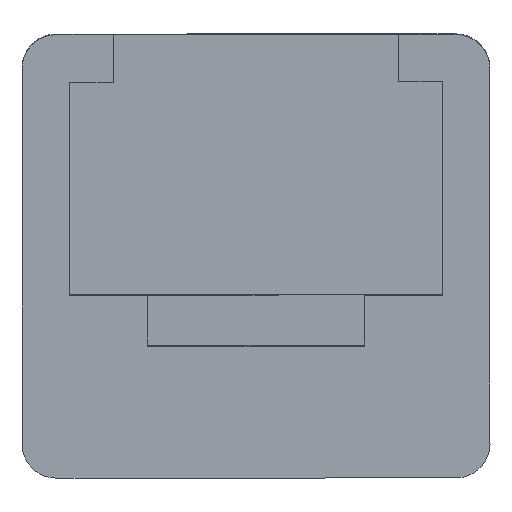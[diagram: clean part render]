
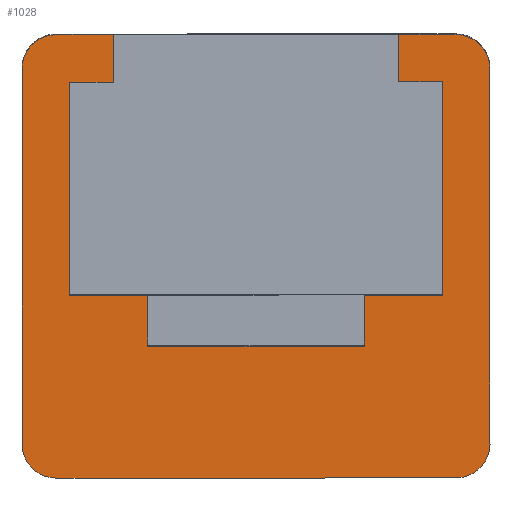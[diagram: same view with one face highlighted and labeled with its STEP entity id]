
A CAD part, front view. The second image highlights one B-rep face of the part: STEP entity #1028.
In plain terms, the highlighted planar face has unit normal (0, -1, -0.003).
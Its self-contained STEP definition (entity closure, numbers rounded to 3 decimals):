
#30=PLANE('',#1122);
#83=FACE_OUTER_BOUND('',#138,.T.);
#138=EDGE_LOOP('',(#806,#807,#808,#809,#810,#811,#812,#813,#814,#815,#816,
#817,#818,#819,#820,#821,#822,#823,#824,#825,#826,#827));
#195=LINE('',#1553,#316);
#210=LINE('',#1609,#331);
#211=LINE('',#1612,#332);
#215=LINE('',#1620,#336);
#216=LINE('',#1621,#337);
#217=LINE('',#1624,#338);
#218=LINE('',#1626,#339);
#219=LINE('',#1628,#340);
#220=LINE('',#1630,#341);
#221=LINE('',#1632,#342);
#222=LINE('',#1634,#343);
#223=LINE('',#1636,#344);
#224=LINE('',#1638,#345);
#225=LINE('',#1640,#346);
#226=LINE('',#1642,#347);
#227=LINE('',#1644,#348);
#228=LINE('',#1645,#349);
#229=LINE('',#1646,#350);
#316=VECTOR('',#1229,10.);
#331=VECTOR('',#1292,10.);
#332=VECTOR('',#1295,10.);
#336=VECTOR('',#1299,10.);
#337=VECTOR('',#1300,10.);
#338=VECTOR('',#1303,10.);
#339=VECTOR('',#1304,10.);
#340=VECTOR('',#1305,10.);
#341=VECTOR('',#1306,10.);
#342=VECTOR('',#1307,10.);
#343=VECTOR('',#1308,10.);
#344=VECTOR('',#1309,10.);
#345=VECTOR('',#1310,10.);
#346=VECTOR('',#1311,10.);
#347=VECTOR('',#1312,10.);
#348=VECTOR('',#1313,10.);
#349=VECTOR('',#1314,10.);
#350=VECTOR('',#1315,10.);
#432=CIRCLE('',#1112,1.);
#433=CIRCLE('',#1114,1.);
#434=CIRCLE('',#1117,1.);
#435=CIRCLE('',#1119,1.);
#470=VERTEX_POINT('',#1550);
#471=VERTEX_POINT('',#1552);
#483=VERTEX_POINT('',#1586);
#484=VERTEX_POINT('',#1590);
#485=VERTEX_POINT('',#1591);
#486=VERTEX_POINT('',#1599);
#487=VERTEX_POINT('',#1600);
#488=VERTEX_POINT('',#1605);
#489=VERTEX_POINT('',#1611);
#492=VERTEX_POINT('',#1617);
#493=VERTEX_POINT('',#1619);
#494=VERTEX_POINT('',#1623);
#495=VERTEX_POINT('',#1625);
#496=VERTEX_POINT('',#1627);
#497=VERTEX_POINT('',#1629);
#498=VERTEX_POINT('',#1631);
#499=VERTEX_POINT('',#1633);
#500=VERTEX_POINT('',#1635);
#501=VERTEX_POINT('',#1637);
#502=VERTEX_POINT('',#1639);
#503=VERTEX_POINT('',#1641);
#504=VERTEX_POINT('',#1643);
#579=EDGE_CURVE('',#470,#471,#195,.T.);
#596=EDGE_CURVE('',#471,#483,#432,.T.);
#598=EDGE_CURVE('',#484,#485,#433,.T.);
#603=EDGE_CURVE('',#486,#487,#434,.T.);
#607=EDGE_CURVE('',#488,#470,#435,.T.);
#608=EDGE_CURVE('',#488,#487,#210,.T.);
#609=EDGE_CURVE('',#485,#489,#211,.T.);
#613=EDGE_CURVE('',#493,#492,#215,.T.);
#614=EDGE_CURVE('',#493,#486,#216,.T.);
#615=EDGE_CURVE('',#492,#494,#217,.T.);
#616=EDGE_CURVE('',#495,#494,#218,.T.);
#617=EDGE_CURVE('',#496,#495,#219,.T.);
#618=EDGE_CURVE('',#496,#497,#220,.T.);
#619=EDGE_CURVE('',#497,#498,#221,.T.);
#620=EDGE_CURVE('',#498,#499,#222,.T.);
#621=EDGE_CURVE('',#499,#500,#223,.T.);
#622=EDGE_CURVE('',#500,#501,#224,.T.);
#623=EDGE_CURVE('',#502,#501,#225,.T.);
#624=EDGE_CURVE('',#502,#503,#226,.T.);
#625=EDGE_CURVE('',#504,#503,#227,.T.);
#626=EDGE_CURVE('',#489,#504,#228,.T.);
#627=EDGE_CURVE('',#483,#484,#229,.T.);
#806=ORIENTED_EDGE('',*,*,#607,.F.);
#807=ORIENTED_EDGE('',*,*,#608,.T.);
#808=ORIENTED_EDGE('',*,*,#603,.F.);
#809=ORIENTED_EDGE('',*,*,#614,.F.);
#810=ORIENTED_EDGE('',*,*,#613,.T.);
#811=ORIENTED_EDGE('',*,*,#615,.T.);
#812=ORIENTED_EDGE('',*,*,#616,.F.);
#813=ORIENTED_EDGE('',*,*,#617,.F.);
#814=ORIENTED_EDGE('',*,*,#618,.T.);
#815=ORIENTED_EDGE('',*,*,#619,.T.);
#816=ORIENTED_EDGE('',*,*,#620,.T.);
#817=ORIENTED_EDGE('',*,*,#621,.T.);
#818=ORIENTED_EDGE('',*,*,#622,.T.);
#819=ORIENTED_EDGE('',*,*,#623,.F.);
#820=ORIENTED_EDGE('',*,*,#624,.T.);
#821=ORIENTED_EDGE('',*,*,#625,.F.);
#822=ORIENTED_EDGE('',*,*,#626,.F.);
#823=ORIENTED_EDGE('',*,*,#609,.F.);
#824=ORIENTED_EDGE('',*,*,#598,.F.);
#825=ORIENTED_EDGE('',*,*,#627,.F.);
#826=ORIENTED_EDGE('',*,*,#596,.F.);
#827=ORIENTED_EDGE('',*,*,#579,.F.);
#1028=ADVANCED_FACE('',(#83),#30,.T.);
#1112=AXIS2_PLACEMENT_3D('',#1587,#1266,#1267);
#1114=AXIS2_PLACEMENT_3D('',#1592,#1271,#1272);
#1117=AXIS2_PLACEMENT_3D('',#1601,#1281,#1282);
#1119=AXIS2_PLACEMENT_3D('',#1607,#1288,#1289);
#1122=AXIS2_PLACEMENT_3D('',#1622,#1301,#1302);
#1229=DIRECTION('',(-1.,0.,0.));
#1266=DIRECTION('center_axis',(0.,1.,
0.003));
#1267=DIRECTION('ref_axis',(-0.707,0.002,-0.707));
#1271=DIRECTION('center_axis',(0.,1.,
0.003));
#1272=DIRECTION('ref_axis',(-0.707,-0.002,0.707));
#1281=DIRECTION('center_axis',(0.,1.,
0.003));
#1282=DIRECTION('ref_axis',(0.707,-0.002,0.707));
#1288=DIRECTION('center_axis',(0.,1.,
0.003));
#1289=DIRECTION('ref_axis',(0.707,0.002,-0.707));
#1292=DIRECTION('',(0.,-0.003,1.));
#1295=DIRECTION('',(1.,0.,0.));
#1299=DIRECTION('',(-1.,0.,0.));
#1300=DIRECTION('',(1.,0.,0.));
#1301=DIRECTION('center_axis',(0.,-1.,
-0.003));
#1302=DIRECTION('ref_axis',(1.,0.,0.));
#1303=DIRECTION('',(0.,0.003,-1.));
#1304=DIRECTION('',(-1.,0.,0.));
#1305=DIRECTION('',(0.,-0.003,1.));
#1306=DIRECTION('',(-1.,0.,0.));
#1307=DIRECTION('',(0.,0.003,-1.));
#1308=DIRECTION('',(-1.,0.,0.));
#1309=DIRECTION('',(0.,-0.003,1.));
#1310=DIRECTION('',(-1.,0.,0.));
#1311=DIRECTION('',(0.,0.003,-1.));
#1312=DIRECTION('',(0.,-0.003,1.));
#1313=DIRECTION('',(-1.,0.,0.));
#1314=DIRECTION('',(0.,0.003,-1.));
#1315=DIRECTION('',(0.,-0.003,1.));
#1550=CARTESIAN_POINT('',(478.993,137.694,-118.435));
#1552=CARTESIAN_POINT('',(467.164,137.692,-118.439));
#1553=CARTESIAN_POINT('',(466.164,137.692,-118.439));
#1586=CARTESIAN_POINT('',(466.163,137.688,-117.439));
#1587=CARTESIAN_POINT('Origin',(467.163,137.689,-117.439));
#1590=CARTESIAN_POINT('',(466.16,137.652,-106.333));
#1591=CARTESIAN_POINT('',(467.159,137.649,-105.333));
#1592=CARTESIAN_POINT('Origin',(467.16,137.653,-106.333));
#1599=CARTESIAN_POINT('',(478.989,137.651,-105.329));
#1600=CARTESIAN_POINT('',(479.989,137.654,-106.329));
#1601=CARTESIAN_POINT('Origin',(478.989,137.654,-106.329));
#1605=CARTESIAN_POINT('',(479.992,137.691,-117.435));
#1607=CARTESIAN_POINT('Origin',(478.992,137.69,-117.435));
#1609=CARTESIAN_POINT('',(479.989,137.656,-106.829));
#1611=CARTESIAN_POINT('',(468.859,137.65,-105.333));
#1612=CARTESIAN_POINT('',(466.159,137.649,-105.333));
#1617=CARTESIAN_POINT('',(477.289,137.651,-105.33));
#1619=CARTESIAN_POINT('',(478.589,137.651,-105.33));
#1620=CARTESIAN_POINT('',(478.589,137.651,-105.33));
#1621=CARTESIAN_POINT('',(478.589,137.651,-105.33));
#1622=CARTESIAN_POINT('Origin',(466.16,137.654,-106.833));
#1623=CARTESIAN_POINT('',(477.289,137.655,-106.73));
#1624=CARTESIAN_POINT('',(477.289,137.651,-105.33));
#1625=CARTESIAN_POINT('',(478.589,137.656,-106.73));
#1626=CARTESIAN_POINT('',(478.589,137.656,-106.73));
#1627=CARTESIAN_POINT('',(478.591,137.676,-113.036));
#1628=CARTESIAN_POINT('',(478.589,137.656,-106.83));
#1629=CARTESIAN_POINT('',(476.283,137.676,-113.036));
#1630=CARTESIAN_POINT('',(478.591,137.676,-113.036));
#1631=CARTESIAN_POINT('',(476.283,137.681,-114.536));
#1632=CARTESIAN_POINT('',(476.282,137.666,-109.933));
#1633=CARTESIAN_POINT('',(469.871,137.68,-114.538));
#1634=CARTESIAN_POINT('',(471.223,137.68,-114.538));
#1635=CARTESIAN_POINT('',(469.87,137.675,-113.038));
#1636=CARTESIAN_POINT('',(469.869,137.667,-110.685));
#1637=CARTESIAN_POINT('',(467.562,137.674,-113.039));
#1638=CARTESIAN_POINT('',(478.591,137.676,-113.036));
#1639=CARTESIAN_POINT('',(467.56,137.654,-106.833));
#1640=CARTESIAN_POINT('',(467.56,137.654,-106.733));
#1641=CARTESIAN_POINT('',(467.56,137.654,-106.733));
#1642=CARTESIAN_POINT('',(467.56,137.654,-106.833));
#1643=CARTESIAN_POINT('',(468.86,137.654,-106.733));
#1644=CARTESIAN_POINT('',(467.56,137.654,-106.733));
#1645=CARTESIAN_POINT('',(468.859,137.65,-105.333));
#1646=CARTESIAN_POINT('',(466.16,137.654,-106.833));
